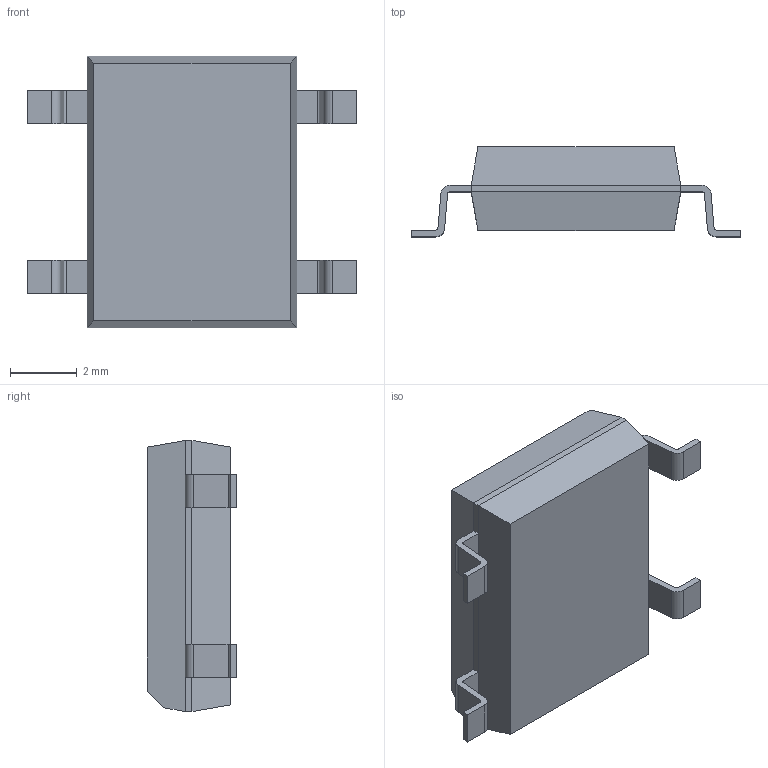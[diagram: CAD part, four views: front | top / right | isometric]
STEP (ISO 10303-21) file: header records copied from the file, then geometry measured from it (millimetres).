
FILE_DESCRIPTION (( 'STEP AP214' ), '1' );
FILE_NAME ('DB107S.STEP', '2023-03-28T09:25:09', ( '' ), ( '' ), 'SwSTEP 2.0', 'SolidWorks 2021', '' );
FILE_SCHEMA (( 'AUTOMOTIVE_DESIGN' ));
Length unit declared in the file: millimetre
Products named in the file (1): DB107S
Bounding box: 9.9 x 2.7 x 8.15 mm (x, y, z)
Volume: 123.5 mm3; surface area: 190.8 mm2
Topology: 5 solids, 5 shells, 71 faces, 175 edges, 114 vertices
Faces by surface type: plane 55, cylinder 16
Entity records: 2147 total; most frequent: CARTESIAN_POINT 361, DIRECTION 351, ORIENTED_EDGE 350, EDGE_CURVE 175, LINE 143, VECTOR 143, VERTEX_POINT 114, AXIS2_PLACEMENT_3D 104
